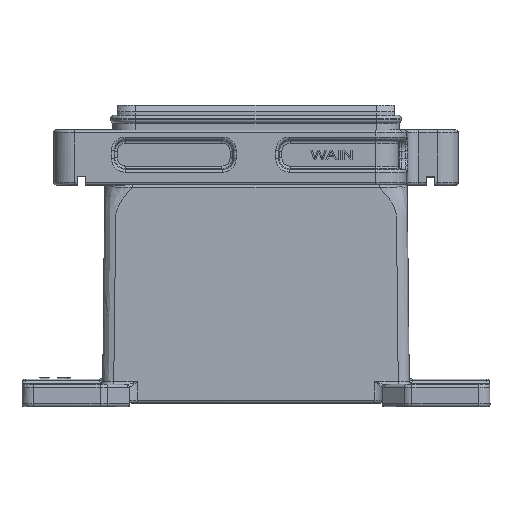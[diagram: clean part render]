
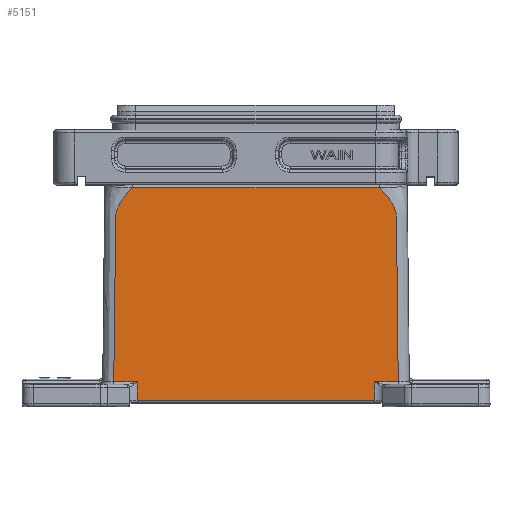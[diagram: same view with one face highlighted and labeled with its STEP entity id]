
A CAD part, top view. The second image highlights one B-rep face of the part: STEP entity #5151.
In plain terms, the highlighted planar face has unit normal (0, 0.011, 1).
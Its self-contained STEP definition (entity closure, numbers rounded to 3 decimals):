
#671=PLANE('',#21012);
#2360=LINE('',#31617,#3760);
#2361=LINE('',#31751,#3761);
#2362=LINE('',#31753,#3762);
#2363=LINE('',#31755,#3763);
#2364=LINE('',#31757,#3764);
#2365=LINE('',#31759,#3765);
#3760=VECTOR('',#23451,1.);
#3761=VECTOR('',#23454,1.);
#3762=VECTOR('',#23457,1.);
#3763=VECTOR('',#23460,1.);
#3764=VECTOR('',#23463,1.);
#3765=VECTOR('',#23466,1.);
#5151=ADVANCED_FACE('NONE',(#6517),#671,.T.);
#6517=FACE_OUTER_BOUND('',#7725,.T.);
#7725=EDGE_LOOP('',(#10189,#10190,#10191,#10192,#10193,#10194,#10195,#10196));
#10189=ORIENTED_EDGE('',*,*,#17399,.T.);
#10190=ORIENTED_EDGE('',*,*,#17400,.T.);
#10191=ORIENTED_EDGE('',*,*,#17393,.T.);
#10192=ORIENTED_EDGE('',*,*,#17394,.T.);
#10193=ORIENTED_EDGE('',*,*,#17395,.T.);
#10194=ORIENTED_EDGE('',*,*,#17396,.T.);
#10195=ORIENTED_EDGE('',*,*,#17397,.T.);
#10196=ORIENTED_EDGE('',*,*,#17398,.T.);
#15195=VERTEX_POINT('',#31036);
#15196=VERTEX_POINT('',#31103);
#15199=VERTEX_POINT('',#31124);
#15201=VERTEX_POINT('',#31279);
#15206=VERTEX_POINT('',#31348);
#15208=VERTEX_POINT('',#31374);
#15212=VERTEX_POINT('',#31411);
#15215=VERTEX_POINT('',#31457);
#17393=EDGE_CURVE('NONE',#15196,#15195,#19867,.T.);
#17394=EDGE_CURVE('NONE',#15195,#15199,#2360,.T.);
#17395=EDGE_CURVE('NONE',#15199,#15201,#19868,.T.);
#17396=EDGE_CURVE('NONE',#15201,#15206,#2361,.T.);
#17397=EDGE_CURVE('NONE',#15206,#15208,#2362,.T.);
#17398=EDGE_CURVE('NONE',#15208,#15212,#2363,.T.);
#17399=EDGE_CURVE('NONE',#15212,#15215,#2364,.T.);
#17400=EDGE_CURVE('NONE',#15215,#15196,#2365,.T.);
#19867=B_SPLINE_CURVE_WITH_KNOTS('',3,(#31479,#31480,#31481,#31482,#31483,
#31484,#31485,#31486,#31487,#31488,#31489,#31490,#31491,#31492,#31493,#31494,
#31495,#31496,#31497,#31498,#31499,#31500,#31501,#31502,#31503,#31504,#31505,
#31506,#31507,#31508,#31509,#31510,#31511,#31512,#31513,#31514,#31515,#31516,
#31517,#31518,#31519,#31520,#31521,#31522,#31523,#31524,#31525,#31526),
 .UNSPECIFIED.,.F.,.F.,(4,1,1,1,1,1,2,2,1,1,1,1,1,1,2,2,1,1,1,2,2,2,2,2,
2,2,2,2,2,2,4),(0.,0.25,0.375,0.437,
0.469,0.484,0.492,0.5,0.625,
0.687,0.719,0.734,0.742,
0.746,0.748,0.75,0.781,
0.797,0.805,0.809,0.812,
0.828,0.832,0.836,0.844,
0.875,0.937,0.969,0.984,
0.992,1.),.UNSPECIFIED.);
#19868=B_SPLINE_CURVE_WITH_KNOTS('',3,(#31619,#31620,#31621,#31622,#31623,
#31624,#31625,#31626,#31627,#31628,#31629,#31630,#31631,#31632,#31633,#31634,
#31635,#31636,#31637,#31638,#31639,#31640,#31641,#31642,#31643,#31644,#31645,
#31646,#31647,#31648,#31649,#31650,#31651,#31652,#31653,#31654,#31655),
 .UNSPECIFIED.,.F.,.F.,(4,1,1,1,2,2,2,1,1,2,2,1,1,1,1,1,2,2,1,1,1,1,1,2,
2,4),(0.,0.062,0.094,0.109,0.117,
0.125,0.156,0.172,0.18,
0.184,0.187,0.219,0.234,
0.242,0.246,0.248,0.249,
0.25,0.375,0.437,0.469,
0.484,0.492,0.496,0.5,
1.),.UNSPECIFIED.);
#21012=AXIS2_PLACEMENT_3D('',#31761,#23469,#23470);
#23451=DIRECTION('',(-1.,0.,0.));
#23454=DIRECTION('',(1.,0.,0.));
#23457=DIRECTION('',(0.014,-1.,0.01));
#23460=DIRECTION('',(1.,0.,0.));
#23463=DIRECTION('',(0.014,1.,-0.01));
#23466=DIRECTION('',(1.,0.,0.));
#23469=DIRECTION('',(0.,0.01,1.));
#23470=DIRECTION('',(0.,-1.,0.01));
#31036=CARTESIAN_POINT('',(44.586,79.01,29.01));
#31103=CARTESIAN_POINT('',(51.344,8.99,29.744));
#31124=CARTESIAN_POINT('',(-44.586,79.01,29.01));
#31279=CARTESIAN_POINT('',(-51.344,8.99,29.744));
#31348=CARTESIAN_POINT('',(-42.909,8.99,29.744));
#31374=CARTESIAN_POINT('',(-42.814,2.31,29.814));
#31411=CARTESIAN_POINT('',(42.814,2.31,29.814));
#31457=CARTESIAN_POINT('',(42.909,8.99,29.744));
#31479=CARTESIAN_POINT('',(51.344,8.99,29.744));
#31480=CARTESIAN_POINT('',(51.264,16.638,29.664));
#31481=CARTESIAN_POINT('',(51.158,26.765,29.557));
#31482=CARTESIAN_POINT('',(51.059,36.222,29.458));
#31483=CARTESIAN_POINT('',(51.015,40.361,29.415));
#31484=CARTESIAN_POINT('',(50.995,42.283,29.395));
#31485=CARTESIAN_POINT('',(50.986,43.208,29.385));
#31486=CARTESIAN_POINT('',(50.981,43.596,29.381));
#31487=CARTESIAN_POINT('',(50.979,43.853,29.379));
#31488=CARTESIAN_POINT('',(50.978,43.924,29.378));
#31489=CARTESIAN_POINT('',(50.945,47.034,29.345));
#31490=CARTESIAN_POINT('',(50.899,51.423,29.299));
#31491=CARTESIAN_POINT('',(50.846,56.545,29.246));
#31492=CARTESIAN_POINT('',(50.819,59.105,29.219));
#31493=CARTESIAN_POINT('',(50.806,60.386,29.205));
#31494=CARTESIAN_POINT('',(50.799,61.026,29.199));
#31495=CARTESIAN_POINT('',(50.796,61.346,29.195));
#31496=CARTESIAN_POINT('',(50.794,61.483,29.194));
#31497=CARTESIAN_POINT('',(50.793,61.575,29.193));
#31498=CARTESIAN_POINT('',(50.793,61.588,29.193));
#31499=CARTESIAN_POINT('',(50.779,62.92,29.179));
#31500=CARTESIAN_POINT('',(50.763,64.41,29.163));
#31501=CARTESIAN_POINT('',(50.753,65.462,29.152));
#31502=CARTESIAN_POINT('',(50.749,65.816,29.149));
#31503=CARTESIAN_POINT('',(50.748,65.931,29.147));
#31504=CARTESIAN_POINT('',(50.747,66.,29.147));
#31505=CARTESIAN_POINT('',(50.747,65.982,29.147));
#31506=CARTESIAN_POINT('',(50.744,66.353,29.143));
#31507=CARTESIAN_POINT('',(50.74,66.687,29.139));
#31508=CARTESIAN_POINT('',(50.735,67.27,29.133));
#31509=CARTESIAN_POINT('',(50.734,67.374,29.132));
#31510=CARTESIAN_POINT('',(50.732,67.557,29.13));
#31511=CARTESIAN_POINT('',(50.731,67.601,29.13));
#31512=CARTESIAN_POINT('',(50.725,67.904,29.127));
#31513=CARTESIAN_POINT('',(50.719,68.068,29.125));
#31514=CARTESIAN_POINT('',(50.666,68.979,29.115));
#31515=CARTESIAN_POINT('',(50.547,69.713,29.108));
#31516=CARTESIAN_POINT('',(49.974,71.874,29.085));
#31517=CARTESIAN_POINT('',(49.288,73.328,29.07));
#31518=CARTESIAN_POINT('',(47.846,75.465,29.047));
#31519=CARTESIAN_POINT('',(47.292,76.178,29.04));
#31520=CARTESIAN_POINT('',(46.355,77.244,29.029));
#31521=CARTESIAN_POINT('',(46.03,77.595,29.025));
#31522=CARTESIAN_POINT('',(45.505,78.13,29.02));
#31523=CARTESIAN_POINT('',(45.292,78.341,29.017));
#31524=CARTESIAN_POINT('',(45.001,78.622,29.014));
#31525=CARTESIAN_POINT('',(44.815,78.799,29.013));
#31526=CARTESIAN_POINT('',(44.587,79.01,29.01));
#31617=CARTESIAN_POINT('',(-58.04,79.01,29.01));
#31619=CARTESIAN_POINT('',(-44.586,79.01,29.01));
#31620=CARTESIAN_POINT('',(-45.873,77.828,29.023));
#31621=CARTESIAN_POINT('',(-47.501,76.044,29.041));
#31622=CARTESIAN_POINT('',(-48.872,73.946,29.063));
#31623=CARTESIAN_POINT('',(-49.425,72.893,29.074));
#31624=CARTESIAN_POINT('',(-49.634,72.44,29.079));
#31625=CARTESIAN_POINT('',(-49.767,72.139,29.082));
#31626=CARTESIAN_POINT('',(-49.819,72.016,29.084));
#31627=CARTESIAN_POINT('',(-50.176,71.117,29.093));
#31628=CARTESIAN_POINT('',(-50.39,70.398,29.101));
#31629=CARTESIAN_POINT('',(-50.588,69.357,29.111));
#31630=CARTESIAN_POINT('',(-50.664,68.815,29.117));
#31631=CARTESIAN_POINT('',(-50.712,68.144,29.124));
#31632=CARTESIAN_POINT('',(-50.724,67.848,29.127));
#31633=CARTESIAN_POINT('',(-50.73,67.649,29.129));
#31634=CARTESIAN_POINT('',(-50.732,67.5,29.131));
#31635=CARTESIAN_POINT('',(-50.737,67.032,29.136));
#31636=CARTESIAN_POINT('',(-50.746,66.158,29.145));
#31637=CARTESIAN_POINT('',(-50.761,64.701,29.16));
#31638=CARTESIAN_POINT('',(-50.769,63.862,29.169));
#31639=CARTESIAN_POINT('',(-50.774,63.416,29.174));
#31640=CARTESIAN_POINT('',(-50.776,63.185,29.176));
#31641=CARTESIAN_POINT('',(-50.777,63.085,29.177));
#31642=CARTESIAN_POINT('',(-50.778,63.018,29.178));
#31643=CARTESIAN_POINT('',(-50.779,62.951,29.179));
#31644=CARTESIAN_POINT('',(-50.78,62.859,29.18));
#31645=CARTESIAN_POINT('',(-50.804,60.542,29.204));
#31646=CARTESIAN_POINT('',(-50.872,54.024,29.272));
#31647=CARTESIAN_POINT('',(-50.916,49.812,29.316));
#31648=CARTESIAN_POINT('',(-50.941,47.467,29.341));
#31649=CARTESIAN_POINT('',(-50.954,46.235,29.354));
#31650=CARTESIAN_POINT('',(-50.959,45.695,29.359));
#31651=CARTESIAN_POINT('',(-50.963,45.331,29.363));
#31652=CARTESIAN_POINT('',(-50.966,45.118,29.365));
#31653=CARTESIAN_POINT('',(-51.174,25.24,29.573));
#31654=CARTESIAN_POINT('',(-51.299,13.249,29.699));
#31655=CARTESIAN_POINT('',(-51.344,8.99,29.744));
#31751=CARTESIAN_POINT('',(-58.04,8.99,29.744));
#31753=CARTESIAN_POINT('',(-42.909,8.99,29.744));
#31755=CARTESIAN_POINT('',(-58.04,2.31,29.814));
#31757=CARTESIAN_POINT('',(42.814,2.31,29.814));
#31759=CARTESIAN_POINT('',(-58.04,8.99,29.744));
#31761=CARTESIAN_POINT('',(-58.04,80.,29.));
